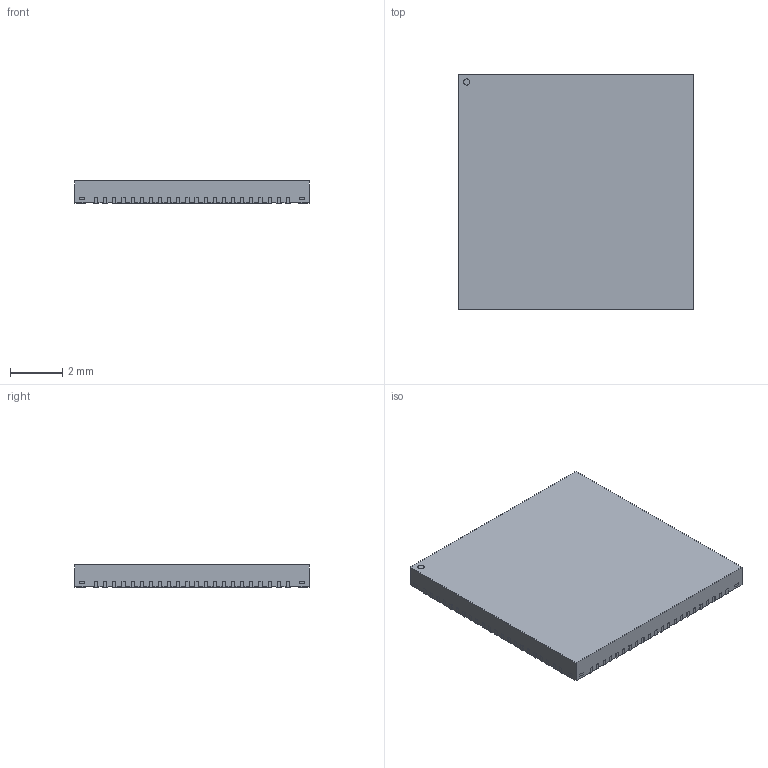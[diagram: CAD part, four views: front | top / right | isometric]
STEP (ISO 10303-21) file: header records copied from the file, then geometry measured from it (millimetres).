
FILE_DESCRIPTION(('FreeCAD Model'),'2;1');
FILE_NAME('Open CASCADE Shape Model','2024-08-16T20:17:53',('Author'),( ''),'Open CASCADE STEP processor 7.6','FreeCAD','Unknown');
FILE_SCHEMA(('AUTOMOTIVE_DESIGN { 1 0 10303 214 1 1 1 1 }'));
Length unit declared in the file: millimetre
Products named in the file (4): U1; QFN-88_L9.0-W9.0-P0.35-TL-EP; COMPOUND016; COMPOUND17
Assembly tree (3 placements, depth 4):
  U1
    QFN-88_L9.0-W9.0-P0.35-TL-EP
      COMPOUND016
        COMPOUND17
Bounding box: 9.02 x 9.02 x 0.85 mm (x, y, z)
Volume: 68 mm3; surface area: 194.8 mm2
Topology: 1 solids, 1 shells, 1016 faces, 2991 edges, 1994 vertices
Faces by surface type: plane 890, cylinder 112, bspline 14
Entity records: 37875 total; most frequent: CARTESIAN_POINT 10262, ORIENTED_EDGE 5982, EDGE_CURVE 2991, B_SPLINE_CURVE_WITH_KNOTS 2767, DIRECTION 2012, VERTEX_POINT 1994, FACE_BOUND 1033, EDGE_LOOP 1033
